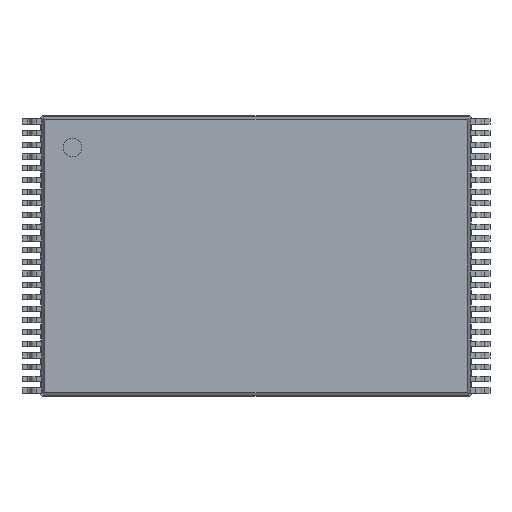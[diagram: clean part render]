
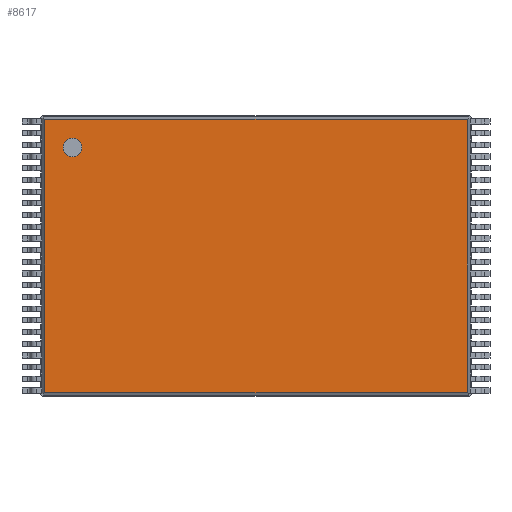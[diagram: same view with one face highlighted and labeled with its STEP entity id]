
A CAD part, top view. The second image highlights one B-rep face of the part: STEP entity #8617.
In plain terms, the highlighted planar face has unit normal (0, 0, 1).
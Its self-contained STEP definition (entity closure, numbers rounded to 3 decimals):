
#2864 = VERTEX_POINT('',#2865);
#2865 = CARTESIAN_POINT('',(9.038,-5.829,1.3));
#2870 = EDGE_CURVE('',#2871,#2864,#2873,.T.);
#2871 = VERTEX_POINT('',#2872);
#2872 = CARTESIAN_POINT('',(9.038,5.829,1.3));
#2873 = LINE('',#2874,#2875);
#2874 = CARTESIAN_POINT('',(9.038,5.829,1.3));
#2875 = VECTOR('',#2876,1.);
#2876 = DIRECTION('',(0.,-1.,0.));
#8600 = EDGE_CURVE('',#8601,#2871,#8603,.T.);
#8601 = VERTEX_POINT('',#8602);
#8602 = CARTESIAN_POINT('',(9.029,5.838,1.3));
#8603 = LINE('',#8604,#8605);
#8604 = CARTESIAN_POINT('',(9.029,5.838,1.3));
#8605 = VECTOR('',#8606,1.);
#8606 = DIRECTION('',(0.707,-0.707,0.));
#8617 = ADVANCED_FACE('',(#8618,#8668),#8679,.F.);
#8618 = FACE_BOUND('',#8619,.F.);
#8619 = EDGE_LOOP('',(#8620,#8628,#8629,#8630,#8638,#8646,#8654,#8662));
#8620 = ORIENTED_EDGE('',*,*,#8621,.T.);
#8621 = EDGE_CURVE('',#8622,#8601,#8624,.T.);
#8622 = VERTEX_POINT('',#8623);
#8623 = CARTESIAN_POINT('',(-9.029,5.838,1.3));
#8624 = LINE('',#8625,#8626);
#8625 = CARTESIAN_POINT('',(-9.029,5.838,1.3));
#8626 = VECTOR('',#8627,1.);
#8627 = DIRECTION('',(1.,0.,0.));
#8628 = ORIENTED_EDGE('',*,*,#8600,.T.);
#8629 = ORIENTED_EDGE('',*,*,#2870,.T.);
#8630 = ORIENTED_EDGE('',*,*,#8631,.T.);
#8631 = EDGE_CURVE('',#2864,#8632,#8634,.T.);
#8632 = VERTEX_POINT('',#8633);
#8633 = CARTESIAN_POINT('',(9.029,-5.838,1.3));
#8634 = LINE('',#8635,#8636);
#8635 = CARTESIAN_POINT('',(9.038,-5.829,1.3));
#8636 = VECTOR('',#8637,1.);
#8637 = DIRECTION('',(-0.707,-0.707,0.));
#8638 = ORIENTED_EDGE('',*,*,#8639,.T.);
#8639 = EDGE_CURVE('',#8632,#8640,#8642,.T.);
#8640 = VERTEX_POINT('',#8641);
#8641 = CARTESIAN_POINT('',(-9.029,-5.838,1.3));
#8642 = LINE('',#8643,#8644);
#8643 = CARTESIAN_POINT('',(9.029,-5.838,1.3));
#8644 = VECTOR('',#8645,1.);
#8645 = DIRECTION('',(-1.,0.,0.));
#8646 = ORIENTED_EDGE('',*,*,#8647,.T.);
#8647 = EDGE_CURVE('',#8640,#8648,#8650,.T.);
#8648 = VERTEX_POINT('',#8649);
#8649 = CARTESIAN_POINT('',(-9.038,-5.829,1.3));
#8650 = LINE('',#8651,#8652);
#8651 = CARTESIAN_POINT('',(-9.029,-5.838,1.3));
#8652 = VECTOR('',#8653,1.);
#8653 = DIRECTION('',(-0.707,0.707,0.));
#8654 = ORIENTED_EDGE('',*,*,#8655,.T.);
#8655 = EDGE_CURVE('',#8648,#8656,#8658,.T.);
#8656 = VERTEX_POINT('',#8657);
#8657 = CARTESIAN_POINT('',(-9.038,5.829,1.3));
#8658 = LINE('',#8659,#8660);
#8659 = CARTESIAN_POINT('',(-9.038,-5.829,1.3));
#8660 = VECTOR('',#8661,1.);
#8661 = DIRECTION('',(0.,1.,0.));
#8662 = ORIENTED_EDGE('',*,*,#8663,.T.);
#8663 = EDGE_CURVE('',#8656,#8622,#8664,.T.);
#8664 = LINE('',#8665,#8666);
#8665 = CARTESIAN_POINT('',(-9.038,5.829,1.3));
#8666 = VECTOR('',#8667,1.);
#8667 = DIRECTION('',(0.707,0.707,0.));
#8668 = FACE_BOUND('',#8669,.F.);
#8669 = EDGE_LOOP('',(#8670));
#8670 = ORIENTED_EDGE('',*,*,#8671,.T.);
#8671 = EDGE_CURVE('',#8672,#8672,#8674,.T.);
#8672 = VERTEX_POINT('',#8673);
#8673 = CARTESIAN_POINT('',(-7.838,4.238,1.3));
#8674 = CIRCLE('',#8675,0.4);
#8675 = AXIS2_PLACEMENT_3D('',#8676,#8677,#8678);
#8676 = CARTESIAN_POINT('',(-7.838,4.638,1.3));
#8677 = DIRECTION('',(0.,0.,1.));
#8678 = DIRECTION('',(0.,-1.,0.));
#8679 = PLANE('',#8680);
#8680 = AXIS2_PLACEMENT_3D('',#8681,#8682,#8683);
#8681 = CARTESIAN_POINT('',(-9.029,5.838,1.3));
#8682 = DIRECTION('',(0.,0.,-1.));
#8683 = DIRECTION('',(0.84,-0.542,0.));
